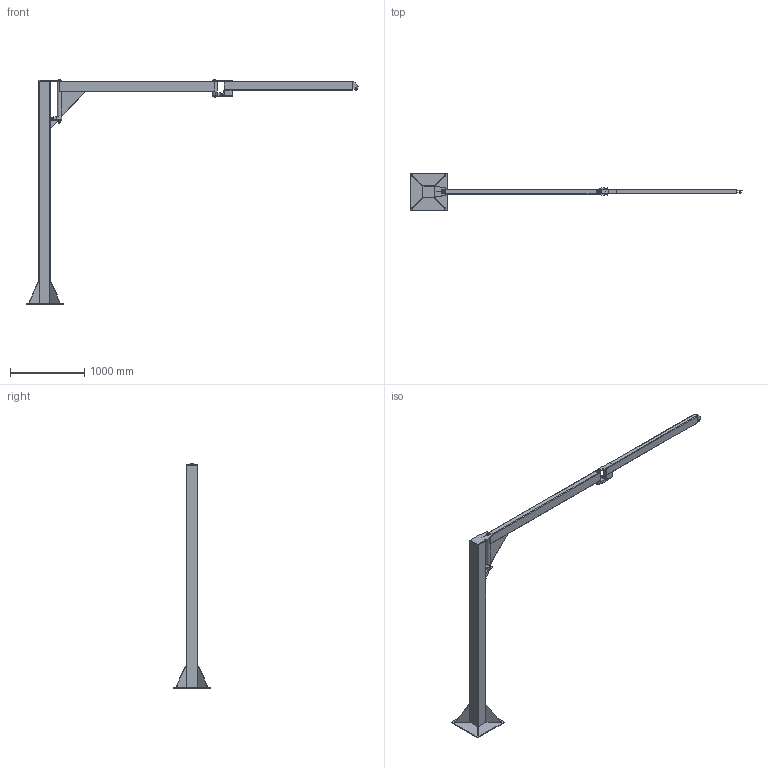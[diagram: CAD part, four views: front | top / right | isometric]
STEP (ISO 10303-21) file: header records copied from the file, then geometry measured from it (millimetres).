
FILE_DESCRIPTION(('STEP AP214'),'1');
FILE_NAME('PMH Pelarsvängkran Hymer 100-4.stp','2013-08-15T09:12:07',(' '),(' '),'Spatial InterOp 3D',' ',' ');
FILE_SCHEMA(('automotive_design'));
Length unit declared in the file: millimetre
Products named in the file (78): Pelare 2; Pelarefot Pelare I; Kil; KKR 160x160, T=6, L=3200; Undre fästöra; Övre fästöra; Förstärkningsplåt 2; Axel I; Axelkant  I; Distansbricka I; Hylsa I; Bultf_rband M6x35, M6 L_smutter; M6S M6x35; DIN_985 M6; Pelare II; Broms Pelare 2; Part62; Bolt Assembly; Tryckfjäder Ø14/10,5, L=24; M6M M10; Gängstång M10x80; PMH Pelarsv_ngkran Hymer 100_4; F_rst_rkning innerarm; Part102; Inre arm; Främre axel; R_r med lager bakre; Rör Dia=60,3 T=4,5 L=520; R_r med lager fr_mre; Rör Dia=60,3 T=4,5 L=190; KKR 140x70; Kn_ckarm typ 2; F_st_ra 85; Fästöra 85, T=6; Axel Fästöra; Spårring; Yttre arm; Part84; Part88; Part85 ...
Assembly tree (79 placements, depth 8):
  PMH Pelarsv_ngkran Hymer 100_4
    Pelare II
      Pelare 2
        Pelarefot Pelare I
        Kil
        Kil  x3
        KKR 160x160, T=6, L=3200
        Undre fästöra
        Övre fästöra
        Förstärkningsplåt 2
        Förstärkningsplåt 2
        Axel I
          Axelkant  I
          Axel I
          Distansbricka I
          Hylsa I
          Bultf_rband M6x35, M6 L_smutter
            M6S M6x35
            DIN_985 M6
      Broms Pelare 2
        Part62
        Bolt Assembly
          Tryckfjäder Ø14/10,5, L=24
          M6M M10
          M6M M10
          Gängstång M10x80
        Bolt Assembly
          Tryckfjäder Ø14/10,5, L=24
          M6M M10
          M6M M10
          Gängstång M10x80
    Hymer 100_4
      Kn_ckarm Hymer 100kg 4m
        Kn_ckarm Hymer 100kg 3m
          Kn_ckarm typ 2
            Inre arm
              F_rst_rkning innerarm
                Part102
                Part102
              Främre axel
              R_r med lager bakre
                Rör Dia=60,3 T=4,5 L=520
              R_r med lager fr_mre
                Rör Dia=60,3 T=4,5 L=190
              KKR 140x70
            Yttre arm
              F_st_ra 85
                Fästöra 85, T=6
                Fästöra 85, T=6
                Axel Fästöra
                Spårring
              Part84
              Part88
              Part85
              Part85
              Part84
              Part83
              Part82
              Axelkant  I
              Axel I
Bounding box: 4480.04 x 500 x 3030.38 mm (x, y, z)
Volume: 116051492.5 mm3; surface area: 5241398.7 mm2
Topology: 58 solids, 58 shells, 609 faces, 1322 edges, 833 vertices
Faces by surface type: plane 328, cone 152, cylinder 114, bspline 12, torus 3
Full cylindrical faces by diameter (mm): 2 x2, 4.2 x1, 4.5 x1, 5.46 x2, 6 x4, 6.75 x2, 7 x8, 10 x14, 18 x2, 20 x18, 21 x5, 26 x5, 27 x2, 30.048 x2, 51.3 x2, 60.3 x2
Entity records: 29449 total; most frequent: CARTESIAN_POINT 11088, DIRECTION 2564, ORIENTED_EDGE 2280, EDGE_CURVE 1140, AXIS2_PLACEMENT_3D 1052, EDGE_LOOP 806, VERTEX_POINT 776, FACE_OUTER_BOUND 682
